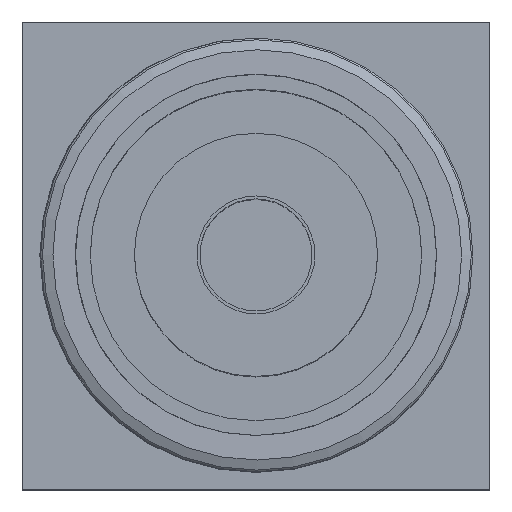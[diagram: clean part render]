
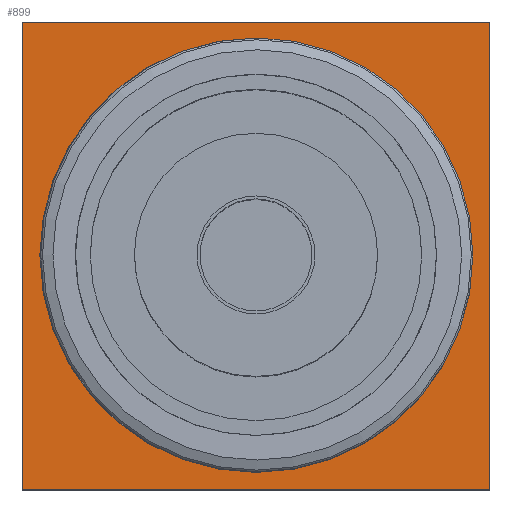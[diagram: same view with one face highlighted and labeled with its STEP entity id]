
A CAD part, top view. The second image highlights one B-rep face of the part: STEP entity #899.
In plain terms, the highlighted planar face has unit normal (0, 0, 1).
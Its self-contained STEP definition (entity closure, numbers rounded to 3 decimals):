
#387 = VERTEX_POINT('',#388);
#388 = CARTESIAN_POINT('',(-3.175,-3.175,1.51));
#394 = EDGE_CURVE('',#387,#395,#397,.T.);
#395 = VERTEX_POINT('',#396);
#396 = CARTESIAN_POINT('',(3.175,-3.175,1.51));
#397 = LINE('',#398,#399);
#398 = CARTESIAN_POINT('',(-3.175,-3.175,1.51));
#399 = VECTOR('',#400,1.);
#400 = DIRECTION('',(1.,0.,0.));
#418 = VERTEX_POINT('',#419);
#419 = CARTESIAN_POINT('',(-3.175,3.175,1.51));
#425 = EDGE_CURVE('',#418,#387,#426,.T.);
#426 = LINE('',#427,#428);
#427 = CARTESIAN_POINT('',(-3.175,3.175,1.51));
#428 = VECTOR('',#429,1.);
#429 = DIRECTION('',(0.,-1.,0.));
#442 = EDGE_CURVE('',#395,#443,#445,.T.);
#443 = VERTEX_POINT('',#444);
#444 = CARTESIAN_POINT('',(3.175,3.175,1.51));
#445 = LINE('',#446,#447);
#446 = CARTESIAN_POINT('',(3.175,-3.175,1.51));
#447 = VECTOR('',#448,1.);
#448 = DIRECTION('',(0.,1.,0.));
#466 = EDGE_CURVE('',#443,#418,#467,.T.);
#467 = LINE('',#468,#469);
#468 = CARTESIAN_POINT('',(3.175,3.175,1.51));
#469 = VECTOR('',#470,1.);
#470 = DIRECTION('',(-1.,0.,0.));
#899 = ADVANCED_FACE('',(#900,#906),#917,.T.);
#900 = FACE_BOUND('',#901,.T.);
#901 = EDGE_LOOP('',(#902,#903,#904,#905));
#902 = ORIENTED_EDGE('',*,*,#394,.T.);
#903 = ORIENTED_EDGE('',*,*,#442,.T.);
#904 = ORIENTED_EDGE('',*,*,#466,.T.);
#905 = ORIENTED_EDGE('',*,*,#425,.T.);
#906 = FACE_BOUND('',#907,.T.);
#907 = EDGE_LOOP('',(#908));
#908 = ORIENTED_EDGE('',*,*,#909,.F.);
#909 = EDGE_CURVE('',#910,#910,#912,.T.);
#910 = VERTEX_POINT('',#911);
#911 = CARTESIAN_POINT('',(2.25,0.,1.51));
#912 = CIRCLE('',#913,2.25);
#913 = AXIS2_PLACEMENT_3D('',#914,#915,#916);
#914 = CARTESIAN_POINT('',(0.,0.,1.51));
#915 = DIRECTION('',(0.,0.,1.));
#916 = DIRECTION('',(1.,0.,0.));
#917 = PLANE('',#918);
#918 = AXIS2_PLACEMENT_3D('',#919,#920,#921);
#919 = CARTESIAN_POINT('',(0.,0.,1.51
));
#920 = DIRECTION('',(0.,0.,1.));
#921 = DIRECTION('',(1.,0.,0.));
